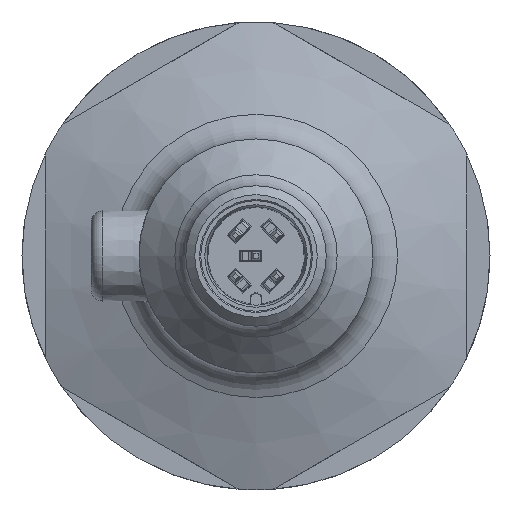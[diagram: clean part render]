
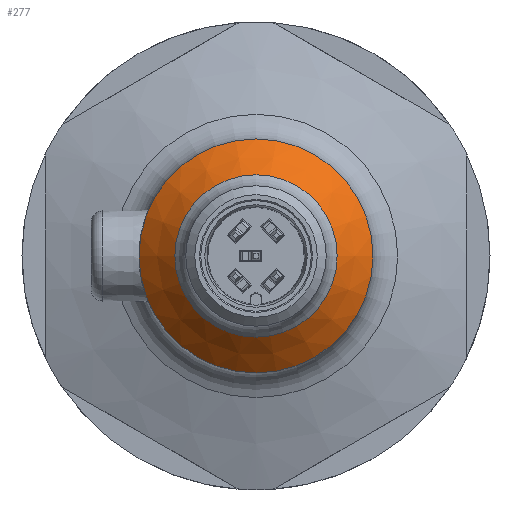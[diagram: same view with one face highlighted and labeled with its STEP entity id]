
A CAD part, left-side view. The second image highlights one B-rep face of the part: STEP entity #277.
In plain terms, the highlighted conical face has half-angle 45 degrees and reference radius 6.937 mm.
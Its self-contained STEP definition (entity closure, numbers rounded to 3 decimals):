
#277 = ADVANCED_FACE( '', ( #690, #691 ), #692, .T. );
#690 = FACE_OUTER_BOUND( '', #1266, .T. );
#691 = FACE_BOUND( '', #1267, .T. );
#692 = CONICAL_SURFACE( '', #1268, 6.937, 0.785 );
#1266 = EDGE_LOOP( '', ( #2050 ) );
#1267 = EDGE_LOOP( '', ( #2051 ) );
#1268 = AXIS2_PLACEMENT_3D( '', #2052, #2053, #2054 );
#2050 = ORIENTED_EDGE( '', *, *, #3450, .F. );
#2051 = ORIENTED_EDGE( '', *, *, #3451, .T. );
#2052 = CARTESIAN_POINT( '', ( -72.563, 0., 0. ) );
#2053 = DIRECTION( '', ( 1., 0., 0. ) );
#2054 = DIRECTION( '', ( 0., 1., 0. ) );
#3450 = EDGE_CURVE( '', #4183, #4183, #4184, .T. );
#3451 = EDGE_CURVE( '', #4185, #4185, #4186, .T. );
#4183 = VERTEX_POINT( '', #5245 );
#4184 = CIRCLE( '', #5246, 10. );
#4185 = VERTEX_POINT( '', #5247 );
#4186 = CIRCLE( '', #5248, 6.937 );
#5245 = CARTESIAN_POINT( '', ( -69.5, 10., 0. ) );
#5246 = AXIS2_PLACEMENT_3D( '', #6214, #6215, #6216 );
#5247 = CARTESIAN_POINT( '', ( -72.563, 6.937, 0. ) );
#5248 = AXIS2_PLACEMENT_3D( '', #6217, #6218, #6219 );
#6214 = CARTESIAN_POINT( '', ( -69.5, 0., 0. ) );
#6215 = DIRECTION( '', ( 1., 0., 0. ) );
#6216 = DIRECTION( '', ( 0., 1., 0. ) );
#6217 = CARTESIAN_POINT( '', ( -72.563, 0., 0. ) );
#6218 = DIRECTION( '', ( 1., 0., 0. ) );
#6219 = DIRECTION( '', ( 0., 1., 0. ) );
